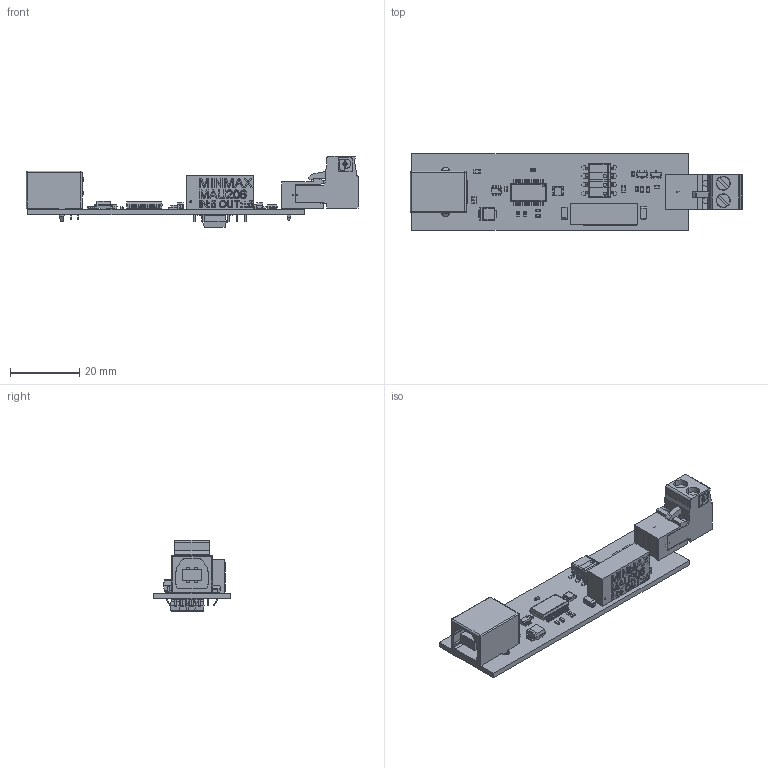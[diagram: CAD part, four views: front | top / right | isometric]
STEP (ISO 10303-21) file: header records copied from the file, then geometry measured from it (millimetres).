
FILE_DESCRIPTION(('Open CASCADE Model'),'2;1');
FILE_NAME('Open CASCADE Shape Model','2023-09-08T01:14:13',('Author'),( 'Open CASCADE'),'Open CASCADE STEP processor 6.8','Open CASCADE 6.8' ,'Unknown');
FILE_SCHEMA(('AUTOMOTIVE_DESIGN { 1 0 10303 214 1 1 1 1 }'));
Length unit declared in the file: millimetre
Products named in the file (52): PCB; Board; Open CASCADE STEP translator 6.8 3.1.1; p1; 14389; Q2; SOT23; Q1; U2; User_Library-SOT23-6-2; R2; 0603; R1; D4; LED_0603_single_color; D3; D2; User_Library-led_1210; C4; cap_0603; C3; C2; L4; User_Library-0805_SMD_Resistor_(1); C1; SW3dPS-Solid_Tantalum_Chip_Capacitor_Size_(A-3216-18); C5; C6; IC5; User_Library-PC817_Gullwing; User_Library-PC817_Gullwing_PC817_Body; User_Library-PC817_Gullwing_Gullwing_Pin; User_Library-PC817_Gullwing_Gullwing_Pin_MIR; User_Library-PC817_Gullwing_Gullwing_Pin_MIR1; User_Library-PC817_Gullwing_Gullwing_Pin_MIR_MIR; IC6; J2; MSTB_2,5_2_ST_1754449_+_MSTB_2,5__2_G_1754436_(Phoenix_Contact)_
RGB7332791; R5; R6 ...
Assembly tree (67 placements, depth 5):
  PCB
    Board
      Open CASCADE STEP translator 6.8 3.1.1
    p1
      14389
    Q2
      SOT23
    Q1
      SOT23
    U2
      User_Library-SOT23-6-2
    R2
      0603
    R1
      0603
    D4
      LED_0603_single_color
    D3
      LED_0603_single_color
    D2
      User_Library-led_1210
    C4
      cap_0603
    C3
      cap_0603
    C2
      cap_0603
    L4
      User_Library-0805_SMD_Resistor_(1)
    C1
      SW3dPS-Solid_Tantalum_Chip_Capacitor_Size_(A-3216-18)
    C5
      SW3dPS-Solid_Tantalum_Chip_Capacitor_Size_(A-3216-18)
    C6
      cap_0603
    IC5
      User_Library-PC817_Gullwing  x3
        User_Library-PC817_Gullwing_PC817_Body
        User_Library-PC817_Gullwing_Gullwing_Pin
        User_Library-PC817_Gullwing_Gullwing_Pin_MIR
        User_Library-PC817_Gullwing_Gullwing_Pin_MIR1
        User_Library-PC817_Gullwing_Gullwing_Pin_MIR_MIR
    IC6
      User_Library-PC817_Gullwing  x3
        User_Library-PC817_Gullwing_PC817_Body
        User_Library-PC817_Gullwing_Gullwing_Pin
        User_Library-PC817_Gullwing_Gullwing_Pin_MIR
        User_Library-PC817_Gullwing_Gullwing_Pin_MIR1
        User_Library-PC817_Gullwing_Gullwing_Pin_MIR_MIR
    J2
      MSTB_2,5_2_ST_1754449_+_MSTB_2,5__2_G_1754436_(Phoenix_Contact)_
RGB7332791
    R5
      0603
    R6
      0603
    R7
      0603
    R8
      User_Library-0805_SMD_Resistor_(1)
    U1
Bounding box: 95.98 x 22 x 20.74 mm (x, y, z)
Volume: 8143.8 mm3; surface area: 10084.3 mm2
Topology: 65 solids, 65 shells, 2880 faces, 7310 edges, 4553 vertices
Faces by surface type: plane 1975, cylinder 707, sphere 90, extrusion 82, bspline 24, cone 2
Full cylindrical faces by diameter (mm): 0.526 x1, 0.7 x5, 1 x4, 2 x2, 2.3 x2
Entity records: 73636 total; most frequent: CARTESIAN_POINT 14512, ORIENTED_EDGE 9658, DIRECTION 8952, EDGE_CURVE 4829, VECTOR 3758, LINE 3676, VERTEX_POINT 3081, AXIS2_PLACEMENT_3D 2597
